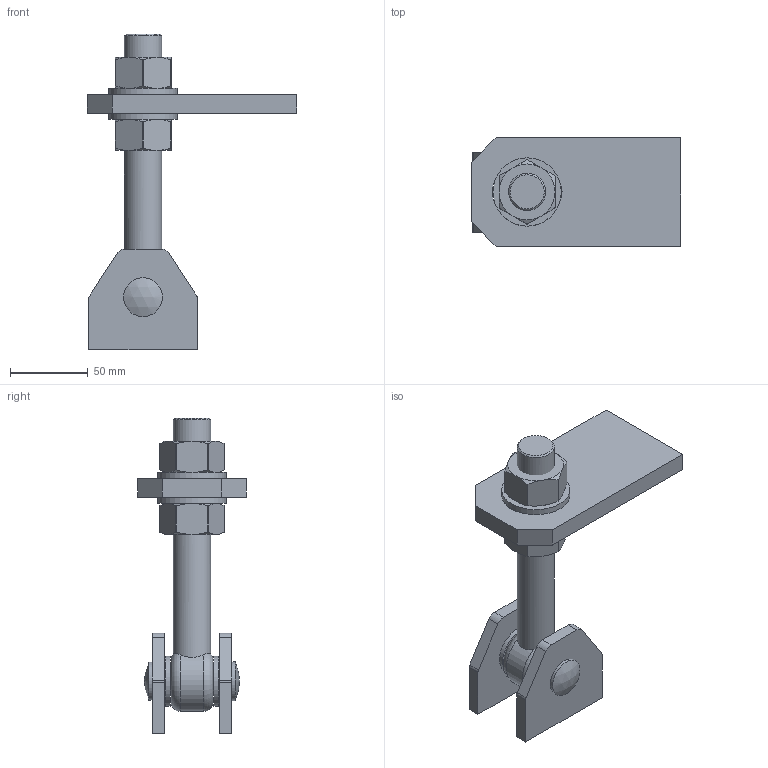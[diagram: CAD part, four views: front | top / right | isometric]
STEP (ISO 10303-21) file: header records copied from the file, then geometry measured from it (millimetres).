
FILE_DESCRIPTION (( 'STEP AP203' ), '1' );
FILE_NAME ('121-M24-C.STEP', '2025-02-27T09:17:24', ( '' ), ( '' ), 'SwSTEP 2.0', 'SolidWorks 2018', '' );
FILE_SCHEMA (( 'CONFIG_CONTROL_DESIGN' ));
Length unit declared in the file: millimetre
Products named in the file (9): 121-MXX-C Teil3_121-M24-C Teil3; 121-MXX-C Teil1_121-M24-C Teil1; DIN 934 M4-M20_DIN 934 M24; 121-MXX-C Teil2_121-M24-C Teil2; 121-MXX-C Teil5_121-M24-C Teil5; 121-M24-C; 121-MXX-C Teil4_121-M24-C Teil4; 121-MXX-C Teil7_121-M24-C Teil7; 121-MXX-C Teil6_121-M24-C Teil6
Assembly tree (12 placements, depth 2):
  121-M24-C
    121-MXX-C Teil1_121-M24-C Teil1  x2
    121-MXX-C Teil2_121-M24-C Teil2
    121-MXX-C Teil3_121-M24-C Teil3  x2
    121-MXX-C Teil4_121-M24-C Teil4
    121-MXX-C Teil5_121-M24-C Teil5
    DIN 934 M4-M20_DIN 934 M24  x2
    121-MXX-C Teil6_121-M24-C Teil6  x2
    121-MXX-C Teil7_121-M24-C Teil7
Bounding box: 135 x 70 x 203.5 mm (x, y, z)
Volume: 305700.5 mm3; surface area: 84860.4 mm2
Topology: 12 solids, 12 shells, 408 faces, 1042 edges, 684 vertices
Faces by surface type: plane 219, bspline 89, cylinder 62, cone 34, sphere 2, torus 2
Full cylindrical faces by diameter (mm): 8.5 x1, 10 x1, 16.8 x1, 17.2 x1, 17.5 x2, 21 x2, 24 x1, 24.5 x1, 25 x3, 32 x2, 44 x2
Entity records: 14999 total; most frequent: CARTESIAN_POINT 6011, ORIENTED_EDGE 1774, DIRECTION 1375, EDGE_CURVE 887, VERTEX_POINT 598, AXIS2_PLACEMENT_3D 465, LINE 445, VECTOR 445
